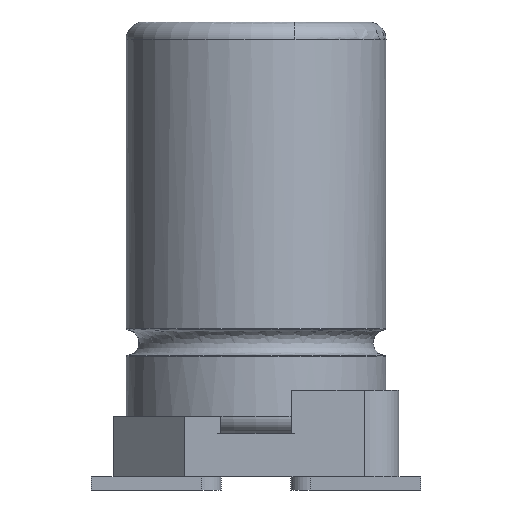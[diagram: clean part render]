
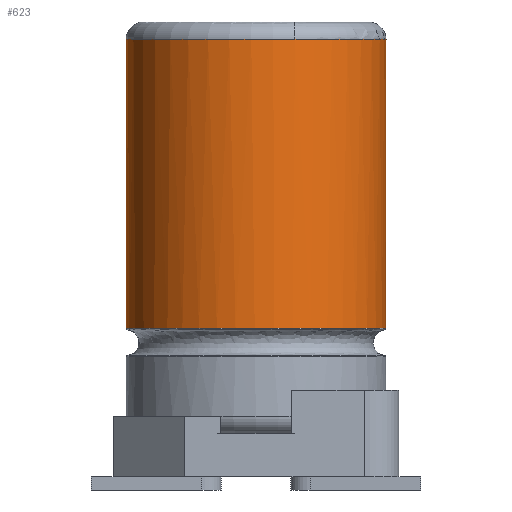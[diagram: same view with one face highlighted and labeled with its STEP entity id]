
A CAD part, front view. The second image highlights one B-rep face of the part: STEP entity #623.
In plain terms, the highlighted cylindrical face has radius 1.5 mm (diameter 3 mm), a full revolution.
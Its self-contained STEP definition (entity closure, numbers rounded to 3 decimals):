
#13=DIRECTION('',(0.,0.,1.));
#28=VECTOR('',#13,1.);
#34=DIRECTION('',(0.,0.,-1.));
#35=DIRECTION('',(-1.,0.,0.));
#410=VERTEX_POINT('',#411);
#411=CARTESIAN_POINT('',(-1.5,0.,1.864));
#414=ORIENTED_EDGE('',*,*,#415,.T.);
#415=EDGE_CURVE('',#410,#410,#416,.T.);
#416=( BOUNDED_CURVE() B_SPLINE_CURVE(13,(#411,#417,#418,#419,#420,#421,#422,#423,#424,#425,#426,#427,#428,#429),.UNSPECIFIED.,.T.,.F.) B_SPLINE_CURVE_WITH_KNOTS((14,14),(0.,9.425),.PIECEWISE_BEZIER_KNOTS.) CURVE() GEOMETRIC_REPRESENTATION_ITEM() RATIONAL_B_SPLINE_CURVE((1.,1.,1.,1.,1.,1.,1.,1.,1.,1.,1.,1.,1.,1.)) REPRESENTATION_ITEM('') );
#417=CARTESIAN_POINT('',(-1.5,0.714,1.864));
#418=CARTESIAN_POINT('',(-1.131,1.445,1.864));
#419=CARTESIAN_POINT('',(-0.371,1.968,1.864));
#420=CARTESIAN_POINT('',(0.675,2.048,1.864));
#421=CARTESIAN_POINT('',(1.578,1.491,1.864));
#422=CARTESIAN_POINT('',(2.241,0.678,1.864));
#423=CARTESIAN_POINT('',(2.241,-0.678,1.864));
#424=CARTESIAN_POINT('',(1.578,-1.491,1.864));
#425=CARTESIAN_POINT('',(0.675,-2.048,1.864));
#426=CARTESIAN_POINT('',(-0.371,-1.968,1.864));
#427=CARTESIAN_POINT('',(-1.131,-1.445,1.864));
#428=CARTESIAN_POINT('',(-1.5,-0.714,1.864));
#429=CARTESIAN_POINT('',(-1.5,0.,1.864));
#623=ADVANCED_FACE('',(#624),#650,.T.);
#624=FACE_BOUND('',#625,.F.);
#625=EDGE_LOOP('',(#626,#632,#639,#643,#647,#649,#414));
#626=ORIENTED_EDGE('',*,*,#627,.T.);
#627=EDGE_CURVE('',#410,#628,#630,.T.);
#628=VERTEX_POINT('',#629);
#629=CARTESIAN_POINT('',(-1.5,0.,5.2));
#630=LINE('',#631,#28);
#631=CARTESIAN_POINT('',(-1.5,0.,1.85));
#632=ORIENTED_EDGE('',*,*,#633,.F.);
#633=EDGE_CURVE('',#634,#628,#636,.T.);
#634=VERTEX_POINT('',#635);
#635=CARTESIAN_POINT('',(0.45,-1.431,5.2));
#636=CIRCLE('',#637,1.5);
#637=AXIS2_PLACEMENT_3D('',#638,#34,#35);
#638=CARTESIAN_POINT('',(0.,0.,5.2));
#639=ORIENTED_EDGE('',*,*,#640,.F.);
#640=EDGE_CURVE('',#641,#634,#636,.T.);
#641=VERTEX_POINT('',#642);
#642=CARTESIAN_POINT('',(1.5,0.,5.2));
#643=ORIENTED_EDGE('',*,*,#644,.F.);
#644=EDGE_CURVE('',#645,#641,#636,.T.);
#645=VERTEX_POINT('',#646);
#646=CARTESIAN_POINT('',(0.45,1.431,5.2));
#647=ORIENTED_EDGE('',*,*,#648,.F.);
#648=EDGE_CURVE('',#628,#645,#636,.T.);
#649=ORIENTED_EDGE('',*,*,#627,.F.);
#650=CYLINDRICAL_SURFACE('',#651,1.5);
#651=AXIS2_PLACEMENT_3D('',#652,#13,#35);
#652=CARTESIAN_POINT('',(0.,0.,1.85));
